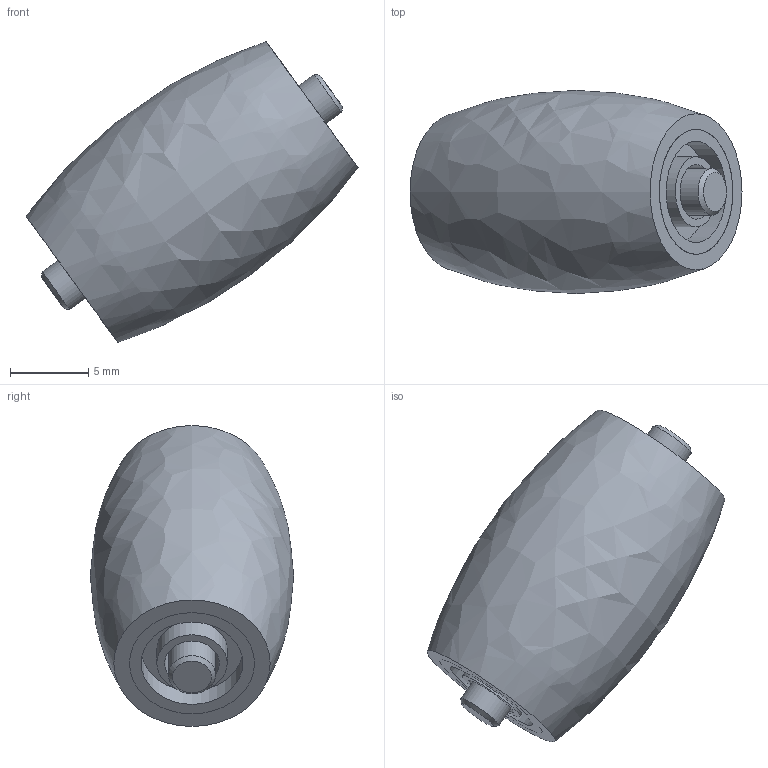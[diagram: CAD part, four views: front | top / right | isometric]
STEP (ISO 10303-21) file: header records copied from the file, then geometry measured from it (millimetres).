
FILE_DESCRIPTION(('CAx-IF Rec.Pracs.---Model Styling and Organization---1.5---2016-08-15','CAx-IF Rec.Pracs.---Geometric and Assembly Validation Properties---4.4---2016-08-17','CAx-IF Rec.Pracs.---User Defined Attributes---1.5---2016-08-15','CAx-IF Rec.Pracs.---External References---2.1---2005-01-19'),'2;1');
FILE_NAME('omni_wheel.stp','2025-08-06T22:19:40',('Unspecified'),('Unspecified'),'CAD Exchanger 3.24.7 (cadexchanger.com)','Unspecified','');
FILE_SCHEMA(('AP242_MANAGED_MODEL_BASED_3D_ENGINEERING_MIM_LF { 1 0 10303 442 1 1 4 }'));
Length unit declared in the file: millimetre
Products named in the file (6): Omni Wheel Assembly; Omni Wheel; Wheel assembly; Shaft; Wheel; Bracket
Assembly tree (6 placements, depth 4):
  Omni Wheel Assembly
    Omni Wheel
      Wheel assembly
        Shaft
        Wheel
        Bracket  x2
Bounding box: 21.25 x 13 x 19.26 mm (x, y, z)
Volume: 2044.7 mm3; surface area: 1875.2 mm2
Topology: 4 solids, 4 shells, 29 faces, 43 edges, 28 vertices
Faces by surface type: plane 14, cylinder 12, cone 2, bspline 1
Full cylindrical faces by diameter (mm): 3 x1, 3.5 x2, 4 x1, 4.5 x2, 6.5 x2, 8 x4
Entity records: 611 total; most frequent: CARTESIAN_POINT 119, DIRECTION 94, ORIENTED_EDGE 62, AXIS2_PLACEMENT_3D 47, EDGE_CURVE 31, FACE_BOUND 29, EDGE_LOOP 29, ADVANCED_FACE 21
